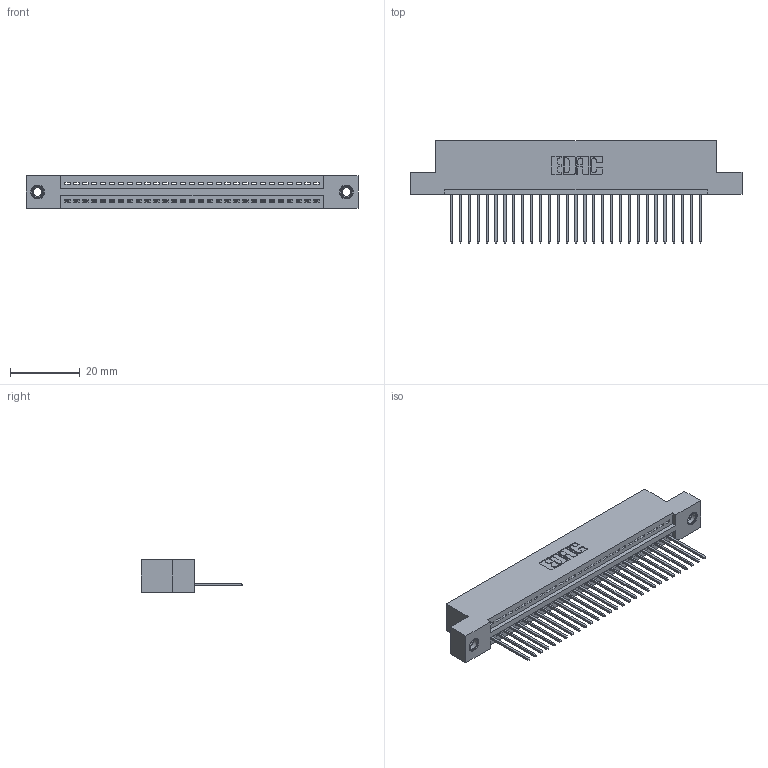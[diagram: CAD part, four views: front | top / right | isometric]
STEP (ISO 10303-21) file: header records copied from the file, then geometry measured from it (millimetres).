
FILE_DESCRIPTION (( 'STEP AP203' ), '1' );
FILE_NAME ('345-029-540-107.STEP', '2018-08-23T01:31:00', ( '' ), ( '' ), 'SwSTEP 2.0', 'SolidWorks 2016', '' );
FILE_SCHEMA (( 'CONFIG_CONTROL_DESIGN' ));
Length unit declared in the file: inch
Products named in the file (4): 345-292-001_345-293-140; 345-250-001_345-250-005-103; 345-029-540-107; 345 Part_Flush Mounting Lugs - 0.156 Dia-TI
Assembly tree (32 placements, depth 2):
  345-029-540-107
    345 Part_Flush Mounting Lugs - 0.156 Dia-TI
    345-292-001_345-293-140  x29
    345-250-001_345-250-005-103  x2
Bounding box: 94.87 x 29.13 x 9.4 mm (x, y, z)
Volume: 8930 mm3; surface area: 12005.6 mm2
Topology: 32 solids, 32 shells, 1868 faces, 5581 edges, 3674 vertices
Faces by surface type: plane 1272, cylinder 580, cone 12, torus 4
Entity records: 24780 total; most frequent: CARTESIAN_POINT 4274, ORIENTED_EDGE 4230, DIRECTION 3779, EDGE_CURVE 2115, VECTOR 1847, LINE 1847, VERTEX_POINT 1404, AXIS2_PLACEMENT_3D 966
